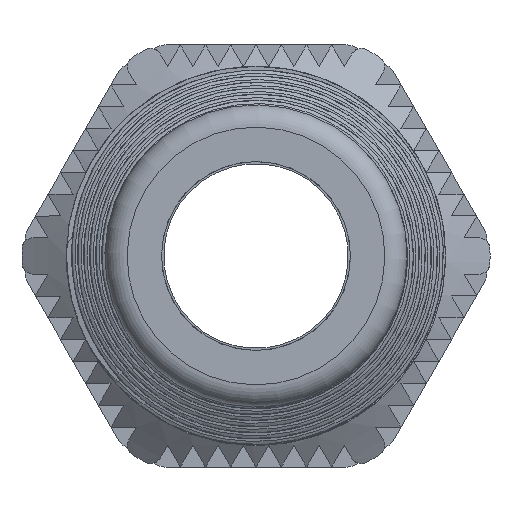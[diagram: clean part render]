
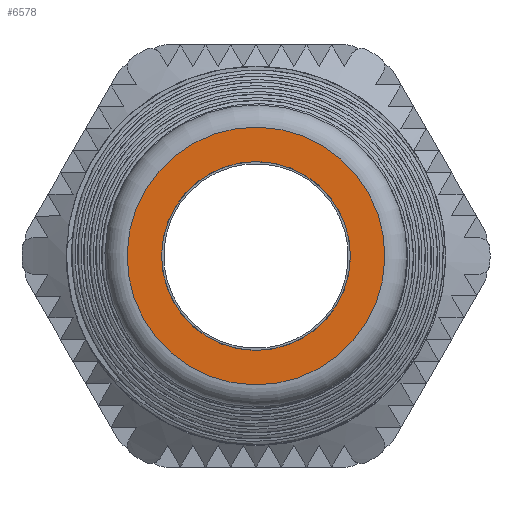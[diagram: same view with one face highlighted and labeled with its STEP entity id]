
A CAD part, left-side view. The second image highlights one B-rep face of the part: STEP entity #6578.
In plain terms, the highlighted face is planar.
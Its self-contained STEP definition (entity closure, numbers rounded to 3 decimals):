
#187=FACE_BOUND('',#2150,.T.);
#188=FACE_BOUND('',#2151,.T.);
#411=PLANE('',#7203);
#2150=EDGE_LOOP('',(#6150));
#2151=EDGE_LOOP('',(#6151));
#2440=CIRCLE('',#7201,5.8);
#2442=CIRCLE('',#7204,4.25);
#3238=VERTEX_POINT('',#32391);
#3240=VERTEX_POINT('',#32396);
#4211=EDGE_CURVE('',#3238,#3238,#2440,.T.);
#4213=EDGE_CURVE('',#3240,#3240,#2442,.T.);
#6150=ORIENTED_EDGE('',*,*,#4213,.T.);
#6151=ORIENTED_EDGE('',*,*,#4211,.F.);
#6578=ADVANCED_FACE('',(#187,#188),#411,.T.);
#7201=AXIS2_PLACEMENT_3D('',#32392,#8863,#8864);
#7203=AXIS2_PLACEMENT_3D('',#32395,#8867,#8868);
#7204=AXIS2_PLACEMENT_3D('',#32397,#8869,#8870);
#8863=DIRECTION('center_axis',(-1.,0.,0.));
#8864=DIRECTION('ref_axis',(0.,0.,
-1.));
#8867=DIRECTION('center_axis',(1.,0.,0.));
#8868=DIRECTION('ref_axis',(0.,0.,-1.));
#8869=DIRECTION('center_axis',(-1.,0.,0.));
#8870=DIRECTION('ref_axis',(0.,0.,1.));
#32391=CARTESIAN_POINT('',(6.2,0.,5.8));
#32392=CARTESIAN_POINT('Origin',(6.2,0.,0.));
#32395=CARTESIAN_POINT('Origin',(6.2,0.,6.8));
#32396=CARTESIAN_POINT('',(6.2,0.,4.25));
#32397=CARTESIAN_POINT('Origin',(6.2,0.,0.));
